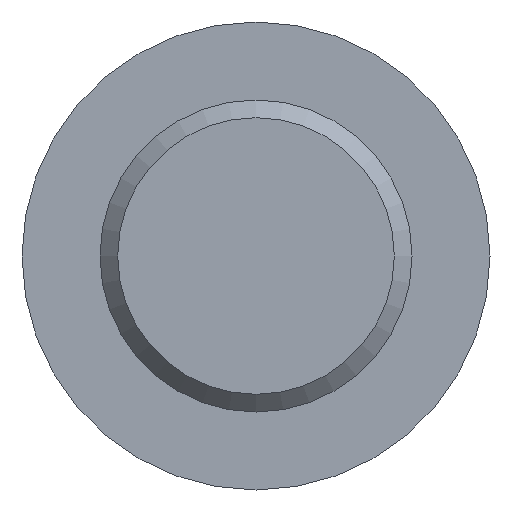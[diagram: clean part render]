
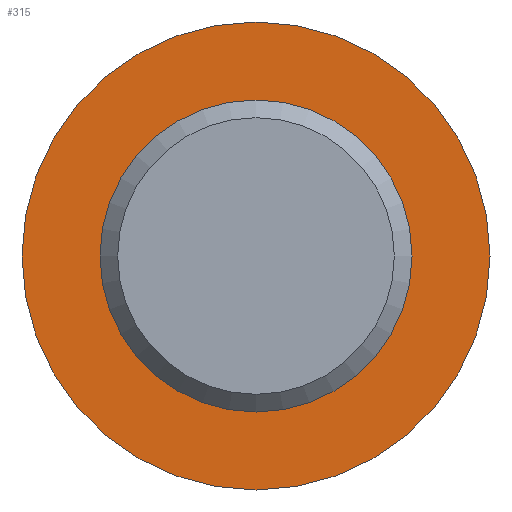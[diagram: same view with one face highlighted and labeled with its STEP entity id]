
A CAD part, front view. The second image highlights one B-rep face of the part: STEP entity #315.
In plain terms, the highlighted planar face has unit normal (0, -1, 0).
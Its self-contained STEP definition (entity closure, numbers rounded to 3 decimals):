
#7 = ORIENTED_EDGE ( 'NONE', *, *, #361, .T. ) ;
#13 = CARTESIAN_POINT ( 'NONE',  ( 0., 160., 0. ) ) ;
#61 = DIRECTION ( 'NONE',  ( 0., 0., 1. ) ) ;
#150 = AXIS2_PLACEMENT_3D ( 'NONE', #13, #439, #155 ) ;
#152 = FACE_BOUND ( 'NONE', #424, .T. ) ;
#155 = DIRECTION ( 'NONE',  ( 0., 0., -1. ) ) ;
#216 = AXIS2_PLACEMENT_3D ( 'NONE', #244, #368, #248 ) ;
#244 = CARTESIAN_POINT ( 'NONE',  ( 0., 160., 0. ) ) ;
#248 = DIRECTION ( 'NONE',  ( 0., 0., -1. ) ) ;
#270 = DIRECTION ( 'NONE',  ( 0., 1., 0. ) ) ;
#271 = EDGE_CURVE ( 'NONE', #512, #512, #311, .T. ) ;
#311 = CIRCLE ( 'NONE', #150, 11. ) ;
#312 = PLANE ( 'NONE',  #400 ) ;
#315 = ADVANCED_FACE ( 'NONE', ( #152, #524 ), #312, .F. ) ;
#323 = ORIENTED_EDGE ( 'NONE', *, *, #271, .F. ) ;
#361 = EDGE_CURVE ( 'NONE', #393, #393, #443, .T. ) ;
#368 = DIRECTION ( 'NONE',  ( 0., -1., 0. ) ) ;
#389 = CARTESIAN_POINT ( 'NONE',  ( 0., 160., -16.5 ) ) ;
#392 = EDGE_LOOP ( 'NONE', ( #7 ) ) ;
#393 = VERTEX_POINT ( 'NONE', #389 ) ;
#400 = AXIS2_PLACEMENT_3D ( 'NONE', #475, #270, #61 ) ;
#424 = EDGE_LOOP ( 'NONE', ( #323 ) ) ;
#439 = DIRECTION ( 'NONE',  ( 0., -1., 0. ) ) ;
#443 = CIRCLE ( 'NONE', #216, 16.5 ) ;
#475 = CARTESIAN_POINT ( 'NONE',  ( -11., 160., 0. ) ) ;
#512 = VERTEX_POINT ( 'NONE', #517 ) ;
#517 = CARTESIAN_POINT ( 'NONE',  ( 0., 160., -11. ) ) ;
#524 = FACE_OUTER_BOUND ( 'NONE', #392, .T. ) ;
